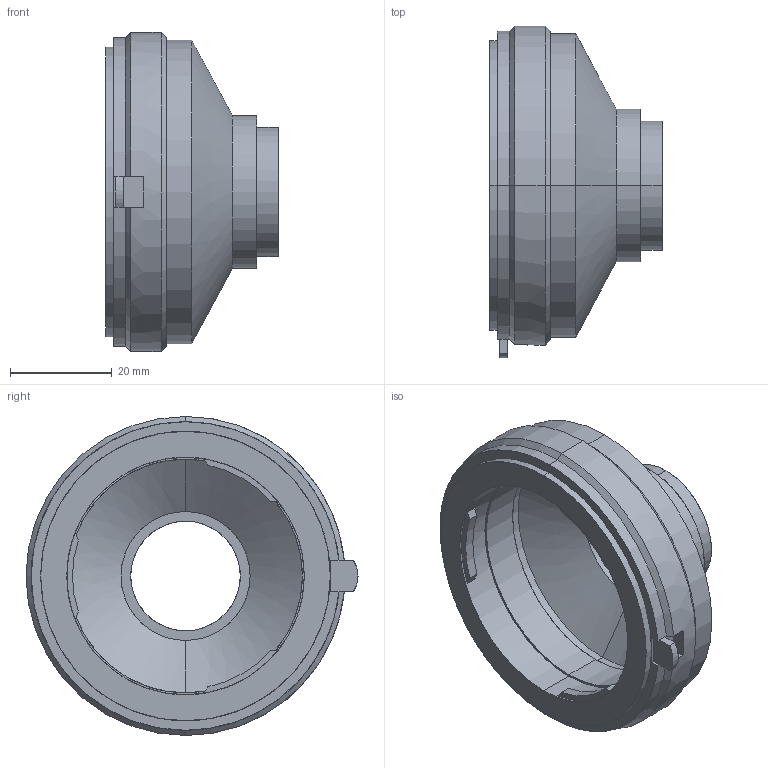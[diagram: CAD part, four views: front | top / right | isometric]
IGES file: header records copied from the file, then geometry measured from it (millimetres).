
Start section: SolidWorks IGES file using analytic representation for surfaces
Global section: file name: Web Model 54341_54341.igs; native system: SolidWorks 2018; preprocessor: SolidWorks 2018; author: mabramson; date: 190925.105437; units: millimetre
Bounding box: 34 x 65.35 x 62.8 mm (x, y, z)
Surface area: 13287.6 mm2 (no closed solid volume)
Topology: 0 solids, 0 shells, 67 faces, 1209 edges, 1208 vertices
Faces by surface type: revolution 36, bspline 31
